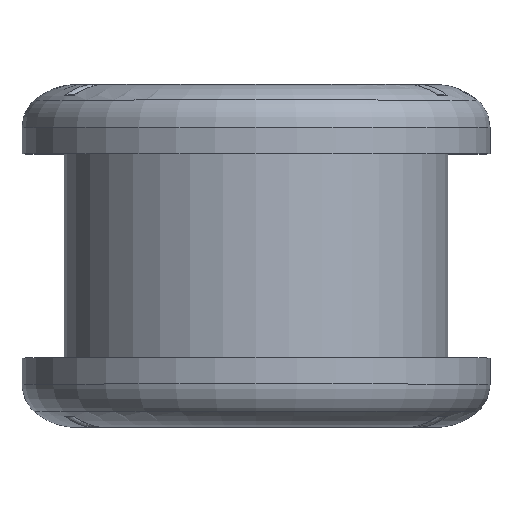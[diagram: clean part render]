
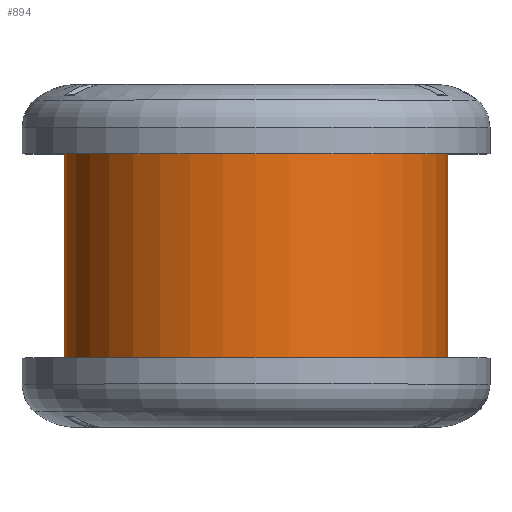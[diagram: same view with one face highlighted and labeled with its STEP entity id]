
A CAD part, top view. The second image highlights one B-rep face of the part: STEP entity #894.
In plain terms, the highlighted cylindrical face has radius 3.34 mm (diameter 6.68 mm), a full revolution.
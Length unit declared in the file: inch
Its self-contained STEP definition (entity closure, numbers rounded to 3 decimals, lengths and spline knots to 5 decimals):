
#182 = EDGE_LOOP ( 'NONE', ( #2527 ) ) ;
#233 = CARTESIAN_POINT ( 'NONE',  ( 0., 0., 0. ) ) ;
#299 = CARTESIAN_POINT ( 'NONE',  ( 0., 0.19, -0.1315 ) ) ;
#483 = DIRECTION ( 'NONE',  ( 0., 0., -1. ) ) ;
#822 = DIRECTION ( 'NONE',  ( 0., 0., -1. ) ) ;
#894 = ADVANCED_FACE ( 'NONE', ( #1738, #1205 ), #1317, .T. ) ;
#1013 = DIRECTION ( 'NONE',  ( 0., -1., 0. ) ) ;
#1049 = CARTESIAN_POINT ( 'NONE',  ( 0., 0.05, -0.1315 ) ) ;
#1050 = EDGE_CURVE ( 'NONE', #1918, #1918, #3243, .T. ) ;
#1081 = DIRECTION ( 'NONE',  ( 0., -1., 0. ) ) ;
#1146 = VERTEX_POINT ( 'NONE', #299 ) ;
#1205 = FACE_OUTER_BOUND ( 'NONE', #3248, .T. ) ;
#1317 = CYLINDRICAL_SURFACE ( 'NONE', #2002, 0.1315 ) ;
#1636 = CARTESIAN_POINT ( 'NONE',  ( 0., 0.05, 0. ) ) ;
#1738 = FACE_OUTER_BOUND ( 'NONE', #182, .T. ) ;
#1845 = CIRCLE ( 'NONE', #2807, 0.1315 ) ;
#1895 = ORIENTED_EDGE ( 'NONE', *, *, #1050, .F. ) ;
#1918 = VERTEX_POINT ( 'NONE', #1049 ) ;
#2002 = AXIS2_PLACEMENT_3D ( 'NONE', #233, #1013, #483 ) ;
#2151 = EDGE_CURVE ( 'NONE', #1146, #1146, #1845, .T. ) ;
#2420 = DIRECTION ( 'NONE',  ( 0., 0., -1. ) ) ;
#2527 = ORIENTED_EDGE ( 'NONE', *, *, #2151, .T. ) ;
#2680 = DIRECTION ( 'NONE',  ( 0., -1., 0. ) ) ;
#2807 = AXIS2_PLACEMENT_3D ( 'NONE', #2908, #1081, #822 ) ;
#2908 = CARTESIAN_POINT ( 'NONE',  ( 0., 0.19, 0. ) ) ;
#3219 = AXIS2_PLACEMENT_3D ( 'NONE', #1636, #2680, #2420 ) ;
#3243 = CIRCLE ( 'NONE', #3219, 0.1315 ) ;
#3248 = EDGE_LOOP ( 'NONE', ( #1895 ) ) ;
